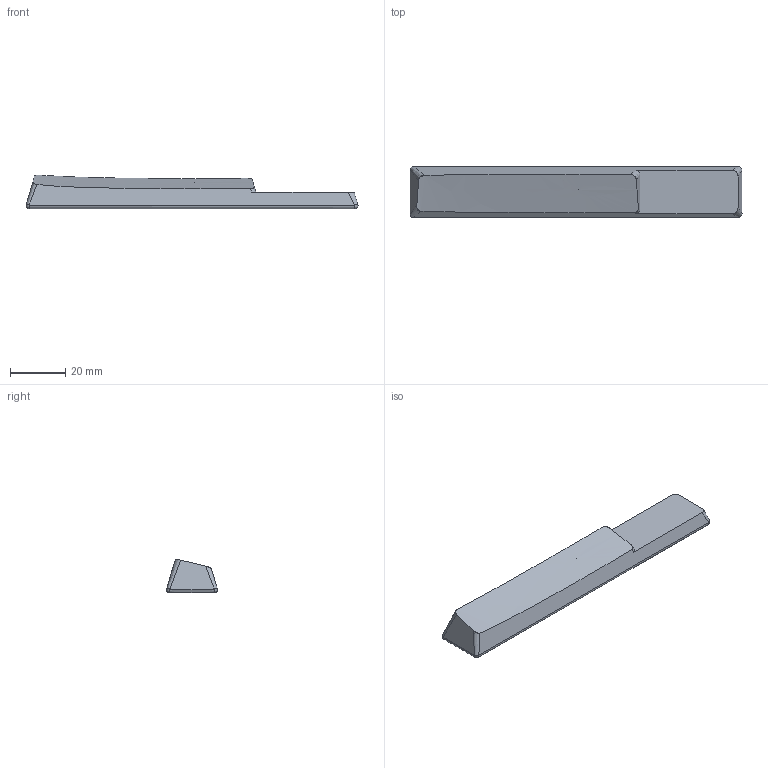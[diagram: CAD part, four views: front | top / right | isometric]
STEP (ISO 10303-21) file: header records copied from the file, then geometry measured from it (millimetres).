
FILE_DESCRIPTION(('Open CASCADE Model'),'2;1');
FILE_NAME('Open CASCADE Shape Model','2022-05-03T14:14:45',('Author'),( 'Open CASCADE'),'Open CASCADE STEP processor 7.5','Open CASCADE 7.5' ,'Unknown');
FILE_SCHEMA(('AUTOMOTIVE_DESIGN { 1 0 10303 214 1 1 1 1 }'));
Length unit declared in the file: millimetre
Products named in the file (1): Open CASCADE STEP translator 7.5 3
Bounding box: 119.87 x 18.38 x 12 mm (x, y, z)
Volume: 16108.1 mm3; surface area: 6082.7 mm2
Topology: 1 solids, 1 shells, 23 faces, 58 edges, 36 vertices
Faces by surface type: bspline 16, plane 5, cylinder 2
Entity records: 7021 total; most frequent: CARTESIAN_POINT 6088, ORIENTED_EDGE 114, PCURVE 114, DEFINITIONAL_REPRESENTATION 114, DIRECTION 95, B_SPLINE_CURVE_WITH_KNOTS 89, LINE 64, VECTOR 64
